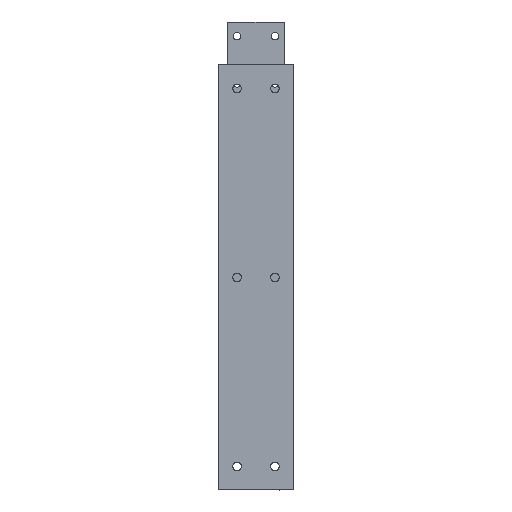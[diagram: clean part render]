
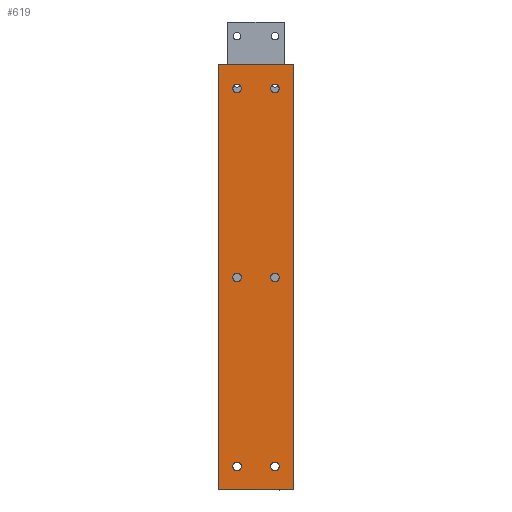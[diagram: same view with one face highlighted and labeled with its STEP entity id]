
A CAD part, left-side view. The second image highlights one B-rep face of the part: STEP entity #619.
In plain terms, the highlighted planar face has unit normal (-1, 0, 0).
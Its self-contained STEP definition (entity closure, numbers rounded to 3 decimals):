
#91 = VECTOR ( 'NONE', #1335, 1000. ) ;
#114 = DIRECTION ( 'NONE',  ( 0., 0., -1. ) ) ;
#157 = CARTESIAN_POINT ( 'NONE',  ( 0., 20., 4.525 ) ) ;
#176 = FACE_BOUND ( 'NONE', #1046, .T. ) ;
#202 = EDGE_CURVE ( 'NONE', #780, #2559, #456, .T. ) ;
#211 = AXIS2_PLACEMENT_3D ( 'NONE', #1268, #1233, #723 ) ;
#241 = ORIENTED_EDGE ( 'NONE', *, *, #418, .T. ) ;
#300 = VERTEX_POINT ( 'NONE', #2689 ) ;
#339 = EDGE_CURVE ( 'NONE', #340, #1978, #2468, .T. ) ;
#340 = VERTEX_POINT ( 'NONE', #3000 ) ;
#344 = DIRECTION ( 'NONE',  ( 1., 0., 0. ) ) ;
#353 = DIRECTION ( 'NONE',  ( 0., -1., 0. ) ) ;
#356 = CARTESIAN_POINT ( 'NONE',  ( 0., 60., 0. ) ) ;
#372 = CARTESIAN_POINT ( 'NONE',  ( 0., 60., -200. ) ) ;
#386 = CIRCLE ( 'NONE', #1715, 4.525 ) ;
#387 = LINE ( 'NONE', #1365, #1539 ) ;
#397 = CARTESIAN_POINT ( 'NONE',  ( 0., 60., -195.475 ) ) ;
#418 = EDGE_CURVE ( 'NONE', #1978, #340, #1578, .T. ) ;
#428 = AXIS2_PLACEMENT_3D ( 'NONE', #372, #344, #1579 ) ;
#439 = CARTESIAN_POINT ( 'NONE',  ( 0., 60., 200. ) ) ;
#456 = LINE ( 'NONE', #2170, #3090 ) ;
#459 = FACE_BOUND ( 'NONE', #1953, .T. ) ;
#592 = CARTESIAN_POINT ( 'NONE',  ( 0., 60., -4.525 ) ) ;
#596 = EDGE_CURVE ( 'NONE', #2511, #1257, #2064, .T. ) ;
#619 = ADVANCED_FACE ( 'NONE', ( #176, #459, #1150, #2135, #1637, #3119, #910 ), #1897, .F. ) ;
#648 = AXIS2_PLACEMENT_3D ( 'NONE', #1080, #2317, #114 ) ;
#657 = ORIENTED_EDGE ( 'NONE', *, *, #2163, .F. ) ;
#671 = DIRECTION ( 'NONE',  ( 1., 0., 0. ) ) ;
#723 = DIRECTION ( 'NONE',  ( 0., 0., -1. ) ) ;
#760 = CARTESIAN_POINT ( 'NONE',  ( 0., 0., -225. ) ) ;
#780 = VERTEX_POINT ( 'NONE', #1021 ) ;
#798 = ORIENTED_EDGE ( 'NONE', *, *, #339, .T. ) ;
#808 = DIRECTION ( 'NONE',  ( 1., 0., 0. ) ) ;
#820 = DIRECTION ( 'NONE',  ( 1., 0., 0. ) ) ;
#859 = LINE ( 'NONE', #2823, #91 ) ;
#867 = DIRECTION ( 'NONE',  ( 1., 0., 0. ) ) ;
#895 = CARTESIAN_POINT ( 'NONE',  ( 0., 60., -200. ) ) ;
#910 = FACE_OUTER_BOUND ( 'NONE', #1469, .T. ) ;
#919 = DIRECTION ( 'NONE',  ( 0., 0., -1. ) ) ;
#931 = EDGE_CURVE ( 'NONE', #780, #1507, #387, .T. ) ;
#967 = VERTEX_POINT ( 'NONE', #1856 ) ;
#1021 = CARTESIAN_POINT ( 'NONE',  ( 0., 80., 225. ) ) ;
#1046 = EDGE_LOOP ( 'NONE', ( #1632, #2775 ) ) ;
#1051 = CIRCLE ( 'NONE', #2219, 4.525 ) ;
#1080 = CARTESIAN_POINT ( 'NONE',  ( 0., 20., 200. ) ) ;
#1150 = FACE_BOUND ( 'NONE', #2552, .T. ) ;
#1233 = DIRECTION ( 'NONE',  ( 1., 0., 0. ) ) ;
#1243 = AXIS2_PLACEMENT_3D ( 'NONE', #895, #867, #2119 ) ;
#1257 = VERTEX_POINT ( 'NONE', #1659 ) ;
#1258 = CARTESIAN_POINT ( 'NONE',  ( 0., 0., 225. ) ) ;
#1268 = CARTESIAN_POINT ( 'NONE',  ( 0., 20., -200. ) ) ;
#1314 = ORIENTED_EDGE ( 'NONE', *, *, #2423, .T. ) ;
#1335 = DIRECTION ( 'NONE',  ( 0., -1., 0. ) ) ;
#1365 = CARTESIAN_POINT ( 'NONE',  ( 0., 0., 225. ) ) ;
#1389 = DIRECTION ( 'NONE',  ( 1., 0., 0. ) ) ;
#1426 = DIRECTION ( 'NONE',  ( 0., 0., -1. ) ) ;
#1428 = LINE ( 'NONE', #2427, #2395 ) ;
#1465 = VERTEX_POINT ( 'NONE', #397 ) ;
#1469 = EDGE_LOOP ( 'NONE', ( #1896, #657, #2965, #2536 ) ) ;
#1497 = EDGE_LOOP ( 'NONE', ( #3108, #2224 ) ) ;
#1499 = EDGE_CURVE ( 'NONE', #1257, #2511, #1051, .T. ) ;
#1507 = VERTEX_POINT ( 'NONE', #1258 ) ;
#1515 = CARTESIAN_POINT ( 'NONE',  ( 0., 20., -195.475 ) ) ;
#1533 = ORIENTED_EDGE ( 'NONE', *, *, #1499, .T. ) ;
#1539 = VECTOR ( 'NONE', #353, 1000. ) ;
#1572 = VERTEX_POINT ( 'NONE', #3158 ) ;
#1578 = CIRCLE ( 'NONE', #211, 4.525 ) ;
#1579 = DIRECTION ( 'NONE',  ( 0., 0., -1. ) ) ;
#1632 = ORIENTED_EDGE ( 'NONE', *, *, #1843, .T. ) ;
#1637 = FACE_BOUND ( 'NONE', #1497, .T. ) ;
#1641 = EDGE_CURVE ( 'NONE', #2056, #2091, #1925, .T. ) ;
#1647 = EDGE_CURVE ( 'NONE', #1465, #2482, #1825, .T. ) ;
#1658 = AXIS2_PLACEMENT_3D ( 'NONE', #1865, #3055, #2071 ) ;
#1659 = CARTESIAN_POINT ( 'NONE',  ( 0., 20., -4.525 ) ) ;
#1715 = AXIS2_PLACEMENT_3D ( 'NONE', #3095, #3140, #2851 ) ;
#1750 = ORIENTED_EDGE ( 'NONE', *, *, #596, .T. ) ;
#1771 = DIRECTION ( 'NONE',  ( 0., 0., -1. ) ) ;
#1786 = CARTESIAN_POINT ( 'NONE',  ( 0., 20., -200. ) ) ;
#1802 = AXIS2_PLACEMENT_3D ( 'NONE', #1786, #820, #2563 ) ;
#1825 = CIRCLE ( 'NONE', #428, 4.525 ) ;
#1843 = EDGE_CURVE ( 'NONE', #300, #1572, #386, .T. ) ;
#1856 = CARTESIAN_POINT ( 'NONE',  ( 0., 20., 195.475 ) ) ;
#1865 = CARTESIAN_POINT ( 'NONE',  ( 0., 20., 200. ) ) ;
#1896 = ORIENTED_EDGE ( 'NONE', *, *, #3080, .T. ) ;
#1897 = PLANE ( 'NONE',  #1911 ) ;
#1911 = AXIS2_PLACEMENT_3D ( 'NONE', #2872, #671, #1426 ) ;
#1925 = CIRCLE ( 'NONE', #2844, 4.525 ) ;
#1927 = DIRECTION ( 'NONE',  ( 1., 0., 0. ) ) ;
#1929 = VERTEX_POINT ( 'NONE', #760 ) ;
#1930 = AXIS2_PLACEMENT_3D ( 'NONE', #2870, #1389, #3159 ) ;
#1953 = EDGE_LOOP ( 'NONE', ( #2944, #2212 ) ) ;
#1978 = VERTEX_POINT ( 'NONE', #1515 ) ;
#2035 = EDGE_CURVE ( 'NONE', #2482, #1465, #2648, .T. ) ;
#2041 = CIRCLE ( 'NONE', #648, 4.525 ) ;
#2056 = VERTEX_POINT ( 'NONE', #2094 ) ;
#2064 = CIRCLE ( 'NONE', #2784, 4.525 ) ;
#2071 = DIRECTION ( 'NONE',  ( 0., 0., -1. ) ) ;
#2091 = VERTEX_POINT ( 'NONE', #592 ) ;
#2094 = CARTESIAN_POINT ( 'NONE',  ( 0., 60., 4.525 ) ) ;
#2119 = DIRECTION ( 'NONE',  ( 0., 0., -1. ) ) ;
#2135 = FACE_BOUND ( 'NONE', #2838, .T. ) ;
#2151 = DIRECTION ( 'NONE',  ( 0., 0., -1. ) ) ;
#2156 = CARTESIAN_POINT ( 'NONE',  ( 0., 60., -204.525 ) ) ;
#2163 = EDGE_CURVE ( 'NONE', #1507, #1929, #1428, .T. ) ;
#2170 = CARTESIAN_POINT ( 'NONE',  ( 0., 80., 225. ) ) ;
#2180 = AXIS2_PLACEMENT_3D ( 'NONE', #439, #2595, #919 ) ;
#2212 = ORIENTED_EDGE ( 'NONE', *, *, #2035, .T. ) ;
#2219 = AXIS2_PLACEMENT_3D ( 'NONE', #2601, #1927, #2614 ) ;
#2224 = ORIENTED_EDGE ( 'NONE', *, *, #2504, .T. ) ;
#2235 = ORIENTED_EDGE ( 'NONE', *, *, #2365, .T. ) ;
#2317 = DIRECTION ( 'NONE',  ( 1., 0., 0. ) ) ;
#2359 = DIRECTION ( 'NONE',  ( 0., 0., -1. ) ) ;
#2365 = EDGE_CURVE ( 'NONE', #967, #3083, #3063, .T. ) ;
#2395 = VECTOR ( 'NONE', #2151, 1000. ) ;
#2419 = CARTESIAN_POINT ( 'NONE',  ( 0., 20., 204.525 ) ) ;
#2423 = EDGE_CURVE ( 'NONE', #3083, #967, #2041, .T. ) ;
#2427 = CARTESIAN_POINT ( 'NONE',  ( 0., 0., 225. ) ) ;
#2468 = CIRCLE ( 'NONE', #1802, 4.525 ) ;
#2482 = VERTEX_POINT ( 'NONE', #2156 ) ;
#2504 = EDGE_CURVE ( 'NONE', #2091, #2056, #3155, .T. ) ;
#2511 = VERTEX_POINT ( 'NONE', #157 ) ;
#2536 = ORIENTED_EDGE ( 'NONE', *, *, #202, .T. ) ;
#2552 = EDGE_LOOP ( 'NONE', ( #1314, #2235 ) ) ;
#2559 = VERTEX_POINT ( 'NONE', #2649 ) ;
#2563 = DIRECTION ( 'NONE',  ( 0., 0., -1. ) ) ;
#2595 = DIRECTION ( 'NONE',  ( 1., 0., 0. ) ) ;
#2597 = CIRCLE ( 'NONE', #2180, 4.525 ) ;
#2601 = CARTESIAN_POINT ( 'NONE',  ( 0., 20., 0. ) ) ;
#2614 = DIRECTION ( 'NONE',  ( 0., 0., -1. ) ) ;
#2619 = DIRECTION ( 'NONE',  ( 1., 0., 0. ) ) ;
#2648 = CIRCLE ( 'NONE', #1243, 4.525 ) ;
#2649 = CARTESIAN_POINT ( 'NONE',  ( 0., 80., -225. ) ) ;
#2668 = CARTESIAN_POINT ( 'NONE',  ( 0., 20., 0. ) ) ;
#2689 = CARTESIAN_POINT ( 'NONE',  ( 0., 60., 204.525 ) ) ;
#2761 = EDGE_CURVE ( 'NONE', #1572, #300, #2597, .T. ) ;
#2775 = ORIENTED_EDGE ( 'NONE', *, *, #2761, .T. ) ;
#2784 = AXIS2_PLACEMENT_3D ( 'NONE', #2668, #2619, #2359 ) ;
#2817 = EDGE_LOOP ( 'NONE', ( #1750, #1533 ) ) ;
#2820 = DIRECTION ( 'NONE',  ( 0., 0., -1. ) ) ;
#2823 = CARTESIAN_POINT ( 'NONE',  ( 0., 0., -225. ) ) ;
#2838 = EDGE_LOOP ( 'NONE', ( #241, #798 ) ) ;
#2844 = AXIS2_PLACEMENT_3D ( 'NONE', #356, #808, #2820 ) ;
#2851 = DIRECTION ( 'NONE',  ( 0., 0., -1. ) ) ;
#2870 = CARTESIAN_POINT ( 'NONE',  ( 0., 60., 0. ) ) ;
#2872 = CARTESIAN_POINT ( 'NONE',  ( 0., 0., 225. ) ) ;
#2944 = ORIENTED_EDGE ( 'NONE', *, *, #1647, .T. ) ;
#2965 = ORIENTED_EDGE ( 'NONE', *, *, #931, .F. ) ;
#3000 = CARTESIAN_POINT ( 'NONE',  ( 0., 20., -204.525 ) ) ;
#3055 = DIRECTION ( 'NONE',  ( 1., 0., 0. ) ) ;
#3063 = CIRCLE ( 'NONE', #1658, 4.525 ) ;
#3080 = EDGE_CURVE ( 'NONE', #2559, #1929, #859, .T. ) ;
#3083 = VERTEX_POINT ( 'NONE', #2419 ) ;
#3090 = VECTOR ( 'NONE', #1771, 1000. ) ;
#3095 = CARTESIAN_POINT ( 'NONE',  ( 0., 60., 200. ) ) ;
#3108 = ORIENTED_EDGE ( 'NONE', *, *, #1641, .T. ) ;
#3119 = FACE_BOUND ( 'NONE', #2817, .T. ) ;
#3140 = DIRECTION ( 'NONE',  ( 1., 0., 0. ) ) ;
#3155 = CIRCLE ( 'NONE', #1930, 4.525 ) ;
#3158 = CARTESIAN_POINT ( 'NONE',  ( 0., 60., 195.475 ) ) ;
#3159 = DIRECTION ( 'NONE',  ( 0., 0., -1. ) ) ;
